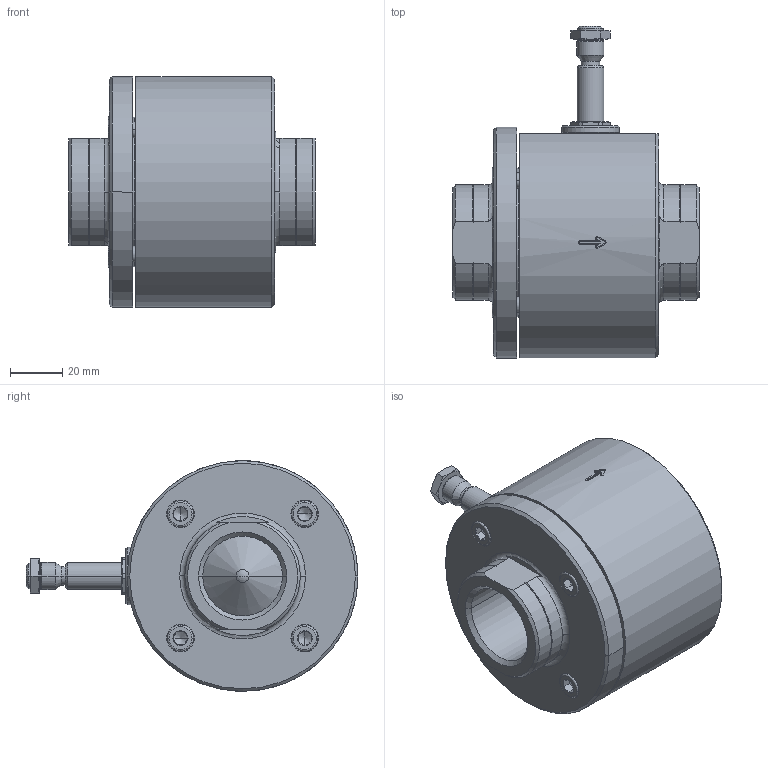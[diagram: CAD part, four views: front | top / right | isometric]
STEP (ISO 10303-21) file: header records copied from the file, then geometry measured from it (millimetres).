
FILE_DESCRIPTION((''),'2;1');
FILE_NAME('EGV-713-A79-1XX-00_ASM','2013-06-10T',('avs330'),(''),'PRO/ENGINEER BY PARAMETRIC TECHNOLOGY CORPORATION, 2010430','PRO/ENGINEER BY PARAMETRIC TECHNOLOGY CORPORATION, 2010430','');
FILE_SCHEMA(('CONFIG_CONTROL_DESIGN'));
Length unit declared in the file: millimetre
Products named in the file (7): 612859B_XGV-711X-0G9-D2500-01; 610876B_XGV-1000-000-D32BN-04; 506102B_XGV-7000-070-100-03; 505349_ZYL-SCHRAUBE_M6X10; 612805B_EAM-ANSCHL-EINH_15_P; 604633B_EAM-301-A00-000PK-00; EGV-713-A79-1XX-00_ASM
Assembly tree (9 placements, depth 2):
  EGV-713-A79-1XX-00_ASM
    612859B_XGV-711X-0G9-D2500-01
    610876B_XGV-1000-000-D32BN-04
    506102B_XGV-7000-070-100-03
    505349_ZYL-SCHRAUBE_M6X10  x4
    612805B_EAM-ANSCHL-EINH_15_P
    604633B_EAM-301-A00-000PK-00
Bounding box: 94 x 126.58 x 88 mm (x, y, z)
Volume: 343560.2 mm3; surface area: 94706.3 mm2
Topology: 12 solids, 12 shells, 914 faces, 2474 edges, 1448 vertices
Faces by surface type: plane 382, cone 317, cylinder 159, torus 36, sphere 12, bspline 8
Entity records: 28201 total; most frequent: CARTESIAN_POINT 7393, ORIENTED_EDGE 4500, DIRECTION 4370, EDGE_CURVE 2250, AXIS2_PLACEMENT_3D 1873, VERTEX_POINT 1325, CIRCLE 1032, EDGE_LOOP 897
